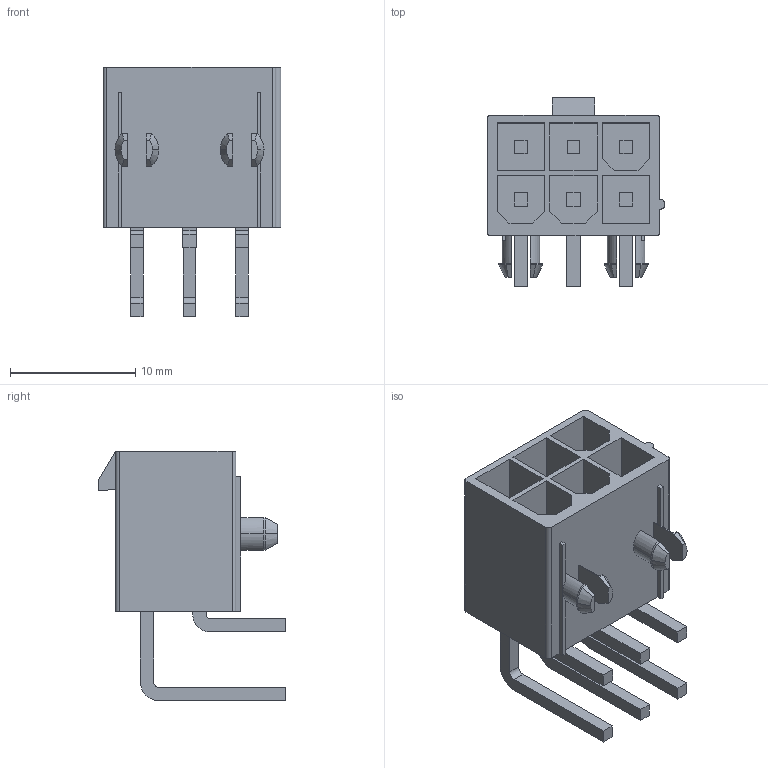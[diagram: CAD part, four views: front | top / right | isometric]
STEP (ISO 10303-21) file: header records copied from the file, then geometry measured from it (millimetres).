
FILE_DESCRIPTION(('STEP AP214'),'1');
FILE_NAME('39-30-1061.stp','2023-02-27T11:34:44',('TraceParts'),('TraceParts S.A.'),'Spatial InterOp 3D',' ',' ');
FILE_SCHEMA(('AUTOMOTIVE_DESIGN { 1 0 10303 214 1 1 1 1 }'));
Length unit declared in the file: millimetre
Products named in the file (1): 39-30-1061_1
Bounding box: 14.2 x 15 x 19.93 mm (x, y, z)
Volume: 1065.7 mm3; surface area: 2152.8 mm2
Topology: 1 solids, 1 shells, 202 faces, 532 edges, 370 vertices
Faces by surface type: plane 160, cylinder 34, cone 8
Entity records: 6182 total; most frequent: CARTESIAN_POINT 1094, DIRECTION 1028, ORIENTED_EDGE 1028, EDGE_CURVE 514, LINE 428, VECTOR 428, VERTEX_POINT 334, AXIS2_PLACEMENT_3D 300
